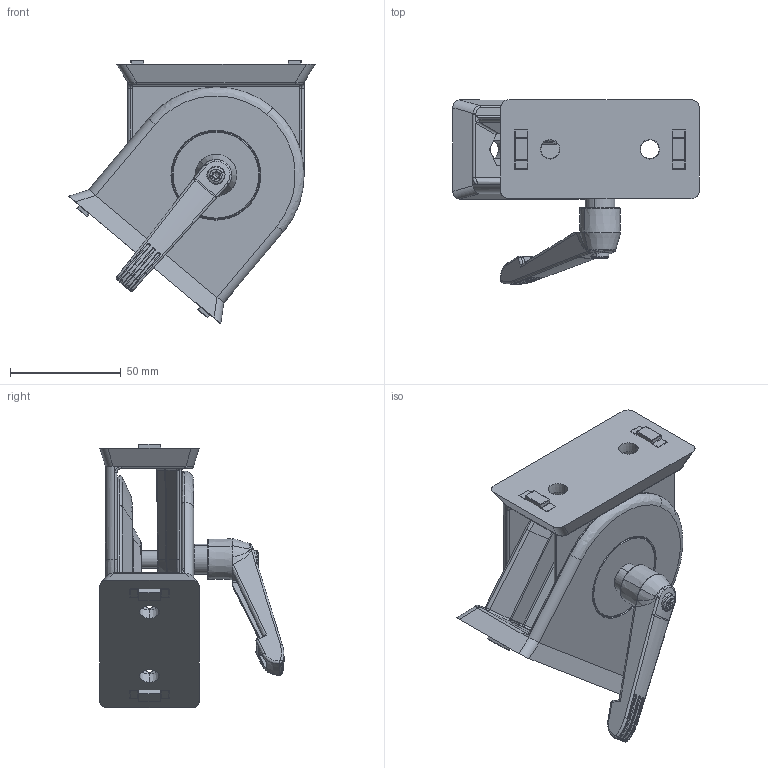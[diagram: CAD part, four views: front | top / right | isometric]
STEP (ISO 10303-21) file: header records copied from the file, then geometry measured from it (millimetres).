
FILE_DESCRIPTION (( 'STEP AP214' ), '1' );
FILE_NAME ('6121420', '2019-01-28T15:45:47', ( '' ), ('JUGARD+KÜNSTNER GmbH'), 'SwSTEP 2.0', 'SolidWorks 2017', '' );
FILE_SCHEMA (( 'AUTOMOTIVE_DESIGN' ));
Length unit declared in the file: millimetre
Products named in the file (10): 6121420; Part12; Part11; Part14; Part9; Part10; Part3; Part4; 12843f06k_12865 m08 35 k; Part7
Assembly tree (14 placements, depth 3):
  6121420
    Part12  x2
    Part11
    Part14
    Part9  x2
    Part10  x4
    12843f06k_12865 m08 35 k
      Part3
      Part4
    Part7
Bounding box: 111.26 x 83.19 x 119 mm (x, y, z)
Volume: 200038.9 mm3; surface area: 88178.6 mm2
Topology: 13 solids, 14 shells, 1127 faces, 2608 edges, 1523 vertices
Faces by surface type: bspline 371, cylinder 362, plane 297, cone 97
Entity records: 41791 total; most frequent: CARTESIAN_POINT 20499, ORIENTED_EDGE 3154, DIRECTION 2311, EDGE_CURVE 1577, VERTEX_POINT 951, AXIS2_PLACEMENT_3D 894, EDGE_LOOP 704, UNCERTAINTY_MEASURE_WITH_UNIT 692
